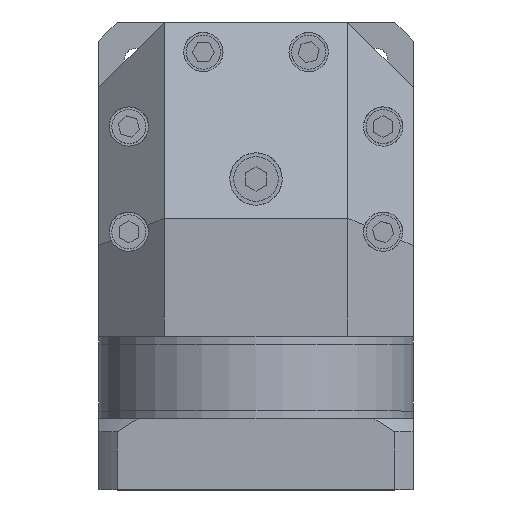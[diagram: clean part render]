
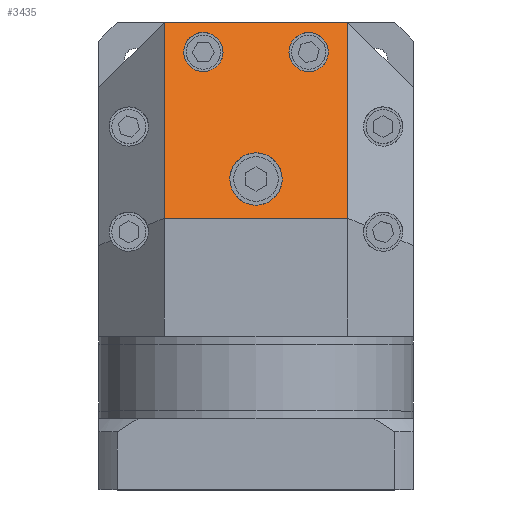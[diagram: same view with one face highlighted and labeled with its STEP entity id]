
A CAD part, top view. The second image highlights one B-rep face of the part: STEP entity #3435.
In plain terms, the highlighted planar face has unit normal (0, 0.707, 0.707).
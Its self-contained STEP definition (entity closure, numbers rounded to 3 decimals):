
#194 = LINE ( 'NONE', #1908, #9170 ) ;
#241 = EDGE_LOOP ( 'NONE', ( #14439, #10585 ) ) ;
#450 = EDGE_LOOP ( 'NONE', ( #7078, #4890 ) ) ;
#477 = VERTEX_POINT ( 'NONE', #14317 ) ;
#1019 = CARTESIAN_POINT ( 'NONE',  ( -12.591, 48.504, -3.504 ) ) ;
#1034 = CARTESIAN_POINT ( 'NONE',  ( 12.591, 48.504, -3.504 ) ) ;
#1197 = CARTESIAN_POINT ( 'NONE',  ( 27.591, 48.504, -3.504 ) ) ;
#1262 = EDGE_CURVE ( 'NONE', #4986, #5436, #8401, .T. ) ;
#1361 = EDGE_CURVE ( 'NONE', #5188, #477, #10425, .T. ) ;
#1497 = CARTESIAN_POINT ( 'NONE',  ( -10., 20., 25. ) ) ;
#1695 = VERTEX_POINT ( 'NONE', #8012 ) ;
#1908 = CARTESIAN_POINT ( 'NONE',  ( -60., 60., -15. ) ) ;
#2170 = CARTESIAN_POINT ( 'NONE',  ( 27.591, 63.504, -18.504 ) ) ;
#2349 = DIRECTION ( 'NONE',  ( -1., 0., 0. ) ) ;
#2400 =( BOUNDED_CURVE ( )  B_SPLINE_CURVE ( 3, ( #12623, #5633, #13807, #6788 ),
 .UNSPECIFIED., .F., .F. ) 
 B_SPLINE_CURVE_WITH_KNOTS ( ( 4, 4 ),
 ( 4.712, 7.854 ),
 .UNSPECIFIED. ) 
 CURVE ( )  GEOMETRIC_REPRESENTATION_ITEM ( )  RATIONAL_B_SPLINE_CURVE ( ( 1., 0.333, 0.333, 1. ) ) 
 REPRESENTATION_ITEM ( '' )  );
#2787 = CARTESIAN_POINT ( 'NONE',  ( 35., -15., 60. ) ) ;
#2936 = FACE_OUTER_BOUND ( 'NONE', #10246, .T. ) ;
#3407 = ORIENTED_EDGE ( 'NONE', *, *, #11972, .F. ) ;
#3433 = CARTESIAN_POINT ( 'NONE',  ( -35., -15., 60. ) ) ;
#3435 = ADVANCED_FACE ( 'NONE', ( #15020, #9149, #12277, #2936 ), #7108, .F. ) ;
#4106 = VERTEX_POINT ( 'NONE', #6690 ) ;
#4209 = DIRECTION ( 'NONE',  ( 1., 0., 0. ) ) ;
#4346 =( BOUNDED_CURVE ( )  B_SPLINE_CURVE ( 3, ( #12656, #13842, #6829, #15030 ),
 .UNSPECIFIED., .F., .F. ) 
 B_SPLINE_CURVE_WITH_KNOTS ( ( 4, 4 ),
 ( 1.571, 4.712 ),
 .UNSPECIFIED. ) 
 CURVE ( )  GEOMETRIC_REPRESENTATION_ITEM ( )  RATIONAL_B_SPLINE_CURVE ( ( 1., 0.333, 0.333, 1. ) ) 
 REPRESENTATION_ITEM ( '' )  );
#4652 = CARTESIAN_POINT ( 'NONE',  ( -35., 60., -15. ) ) ;
#4890 = ORIENTED_EDGE ( 'NONE', *, *, #6765, .F. ) ;
#4986 = VERTEX_POINT ( 'NONE', #11278 ) ;
#5163 = CARTESIAN_POINT ( 'NONE',  ( 35., 60., -15. ) ) ;
#5188 = VERTEX_POINT ( 'NONE', #4652 ) ;
#5436 = VERTEX_POINT ( 'NONE', #5163 ) ;
#5633 = CARTESIAN_POINT ( 'NONE',  ( -10., -20., 65. ) ) ;
#5705 = CARTESIAN_POINT ( 'NONE',  ( -12.591, 33.504, 11.496 ) ) ;
#5987 = DIRECTION ( 'NONE',  ( 0., -0.707, -0.707 ) ) ;
#6262 = DIRECTION ( 'NONE',  ( 0., 0.707, -0.707 ) ) ;
#6690 = CARTESIAN_POINT ( 'NONE',  ( -10., 0., 45. ) ) ;
#6765 = EDGE_CURVE ( 'NONE', #11392, #13269, #10940, .T. ) ;
#6788 = CARTESIAN_POINT ( 'NONE',  ( 10., 0., 45. ) ) ;
#6829 = CARTESIAN_POINT ( 'NONE',  ( -27.591, 63.504, -18.504 ) ) ;
#6885 = ORIENTED_EDGE ( 'NONE', *, *, #12910, .F. ) ;
#7048 = CARTESIAN_POINT ( 'NONE',  ( 12.591, 33.504, 11.496 ) ) ;
#7049 = LINE ( 'NONE', #10573, #10189 ) ;
#7078 = ORIENTED_EDGE ( 'NONE', *, *, #8269, .F. ) ;
#7108 = PLANE ( 'NONE',  #10144 ) ;
#7161 =( BOUNDED_CURVE ( )  B_SPLINE_CURVE ( 3, ( #12726, #2170, #8060, #1034 ),
 .UNSPECIFIED., .F., .F. ) 
 B_SPLINE_CURVE_WITH_KNOTS ( ( 4, 4 ),
 ( 1.571, 4.712 ),
 .UNSPECIFIED. ) 
 CURVE ( )  GEOMETRIC_REPRESENTATION_ITEM ( )  RATIONAL_B_SPLINE_CURVE ( ( 1., 0.333, 0.333, 1. ) ) 
 REPRESENTATION_ITEM ( '' )  );
#7345 = CARTESIAN_POINT ( 'NONE',  ( 10., 0., 45. ) ) ;
#8012 = CARTESIAN_POINT ( 'NONE',  ( 10., 0., 45. ) ) ;
#8049 = CARTESIAN_POINT ( 'NONE',  ( -27.591, 48.504, -3.504 ) ) ;
#8060 = CARTESIAN_POINT ( 'NONE',  ( 12.591, 63.504, -18.504 ) ) ;
#8221 = CARTESIAN_POINT ( 'NONE',  ( 12.591, 48.504, -3.504 ) ) ;
#8269 = EDGE_CURVE ( 'NONE', #13269, #11392, #4346, .T. ) ;
#8401 = LINE ( 'NONE', #2787, #11172 ) ;
#8525 = CARTESIAN_POINT ( 'NONE',  ( 10., 20., 25. ) ) ;
#8740 = EDGE_CURVE ( 'NONE', #5188, #5436, #194, .T. ) ;
#8875 = EDGE_LOOP ( 'NONE', ( #6885, #3407 ) ) ;
#8913 = ORIENTED_EDGE ( 'NONE', *, *, #8740, .F. ) ;
#9149 = FACE_BOUND ( 'NONE', #450, .T. ) ;
#9170 = VECTOR ( 'NONE', #4209, 1000. ) ;
#9712 = CARTESIAN_POINT ( 'NONE',  ( -10., 0., 45. ) ) ;
#10069 = VECTOR ( 'NONE', #15163, 1000. ) ;
#10144 = AXIS2_PLACEMENT_3D ( 'NONE', #11829, #5987, #14183 ) ;
#10189 = VECTOR ( 'NONE', #2349, 1000. ) ;
#10246 = EDGE_LOOP ( 'NONE', ( #8913, #11657, #14032, #10570 ) ) ;
#10425 = LINE ( 'NONE', #3433, #10069 ) ;
#10570 = ORIENTED_EDGE ( 'NONE', *, *, #1262, .T. ) ;
#10573 = CARTESIAN_POINT ( 'NONE',  ( 0., -15., 60. ) ) ;
#10585 = ORIENTED_EDGE ( 'NONE', *, *, #12082, .F. ) ;
#10940 =( BOUNDED_CURVE ( )  B_SPLINE_CURVE ( 3, ( #8049, #12709, #5705, #1019 ),
 .UNSPECIFIED., .F., .F. ) 
 B_SPLINE_CURVE_WITH_KNOTS ( ( 4, 4 ),
 ( 4.712, 7.854 ),
 .UNSPECIFIED. ) 
 CURVE ( )  GEOMETRIC_REPRESENTATION_ITEM ( )  RATIONAL_B_SPLINE_CURVE ( ( 1., 0.333, 0.333, 1. ) ) 
 REPRESENTATION_ITEM ( '' )  );
#11172 = VECTOR ( 'NONE', #6262, 1000. ) ;
#11278 = CARTESIAN_POINT ( 'NONE',  ( 35., -15., 60. ) ) ;
#11392 = VERTEX_POINT ( 'NONE', #14126 ) ;
#11657 = ORIENTED_EDGE ( 'NONE', *, *, #1361, .T. ) ;
#11829 = CARTESIAN_POINT ( 'NONE',  ( 0., -15., 60. ) ) ;
#11972 = EDGE_CURVE ( 'NONE', #4106, #1695, #2400, .T. ) ;
#12082 = EDGE_CURVE ( 'NONE', #15069, #12661, #12195, .T. ) ;
#12195 =( BOUNDED_CURVE ( )  B_SPLINE_CURVE ( 3, ( #8221, #7048, #14074, #1197 ),
 .UNSPECIFIED., .F., .F. ) 
 B_SPLINE_CURVE_WITH_KNOTS ( ( 4, 4 ),
 ( 4.712, 7.854 ),
 .UNSPECIFIED. ) 
 CURVE ( )  GEOMETRIC_REPRESENTATION_ITEM ( )  RATIONAL_B_SPLINE_CURVE ( ( 1., 0.333, 0.333, 1. ) ) 
 REPRESENTATION_ITEM ( '' )  );
#12277 = FACE_BOUND ( 'NONE', #8875, .T. ) ;
#12623 = CARTESIAN_POINT ( 'NONE',  ( -10., 0., 45. ) ) ;
#12656 = CARTESIAN_POINT ( 'NONE',  ( -12.591, 48.504, -3.504 ) ) ;
#12661 = VERTEX_POINT ( 'NONE', #15083 ) ;
#12709 = CARTESIAN_POINT ( 'NONE',  ( -27.591, 33.504, 11.496 ) ) ;
#12726 = CARTESIAN_POINT ( 'NONE',  ( 27.591, 48.504, -3.504 ) ) ;
#12910 = EDGE_CURVE ( 'NONE', #1695, #4106, #13756, .T. ) ;
#13269 = VERTEX_POINT ( 'NONE', #15064 ) ;
#13349 = EDGE_CURVE ( 'NONE', #4986, #477, #7049, .T. ) ;
#13756 =( BOUNDED_CURVE ( )  B_SPLINE_CURVE ( 3, ( #7345, #8525, #1497, #9712 ),
 .UNSPECIFIED., .F., .F. ) 
 B_SPLINE_CURVE_WITH_KNOTS ( ( 4, 4 ),
 ( 1.571, 4.712 ),
 .UNSPECIFIED. ) 
 CURVE ( )  GEOMETRIC_REPRESENTATION_ITEM ( )  RATIONAL_B_SPLINE_CURVE ( ( 1., 0.333, 0.333, 1. ) ) 
 REPRESENTATION_ITEM ( '' )  );
#13807 = CARTESIAN_POINT ( 'NONE',  ( 10., -20., 65. ) ) ;
#13842 = CARTESIAN_POINT ( 'NONE',  ( -12.591, 63.504, -18.504 ) ) ;
#14026 = EDGE_CURVE ( 'NONE', #12661, #15069, #7161, .T. ) ;
#14032 = ORIENTED_EDGE ( 'NONE', *, *, #13349, .F. ) ;
#14074 = CARTESIAN_POINT ( 'NONE',  ( 27.591, 33.504, 11.496 ) ) ;
#14126 = CARTESIAN_POINT ( 'NONE',  ( -27.591, 48.504, -3.504 ) ) ;
#14183 = DIRECTION ( 'NONE',  ( -1., 0., 0. ) ) ;
#14317 = CARTESIAN_POINT ( 'NONE',  ( -35., -15., 60. ) ) ;
#14439 = ORIENTED_EDGE ( 'NONE', *, *, #14026, .F. ) ;
#14859 = CARTESIAN_POINT ( 'NONE',  ( 12.591, 48.504, -3.504 ) ) ;
#15020 = FACE_BOUND ( 'NONE', #241, .T. ) ;
#15030 = CARTESIAN_POINT ( 'NONE',  ( -27.591, 48.504, -3.504 ) ) ;
#15064 = CARTESIAN_POINT ( 'NONE',  ( -12.591, 48.504, -3.504 ) ) ;
#15069 = VERTEX_POINT ( 'NONE', #14859 ) ;
#15083 = CARTESIAN_POINT ( 'NONE',  ( 27.591, 48.504, -3.504 ) ) ;
#15163 = DIRECTION ( 'NONE',  ( 0., -0.707, 0.707 ) ) ;
